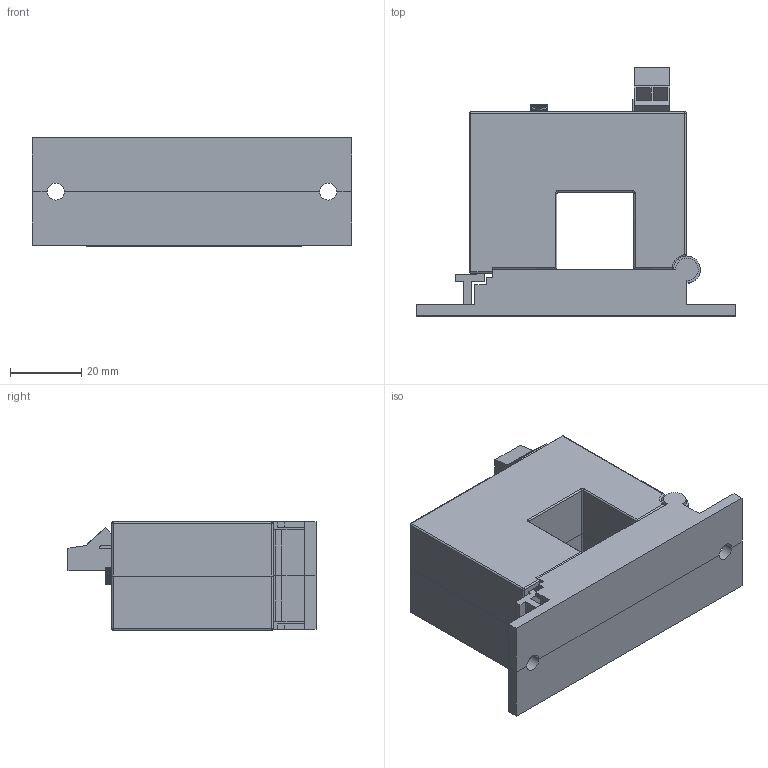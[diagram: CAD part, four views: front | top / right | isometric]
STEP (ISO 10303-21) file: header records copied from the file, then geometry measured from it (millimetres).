
FILE_DESCRIPTION (( 'STEP AP214' ), '1' );
FILE_NAME ('ACSL150-AE-S.STEP', '2019-07-31T19:09:45', ( '' ), ( '' ), 'SwSTEP 2.0', 'SolidWorks 2018', '' );
FILE_SCHEMA (( 'AUTOMOTIVE_DESIGN' ));
Length unit declared in the file: inch
Products named in the file (1): ACSL150-AE-S
Bounding box: 89.66 x 69.67 x 30.48 mm (x, y, z)
Volume: 94212.3 mm3; surface area: 34520.3 mm2
Topology: 8 solids, 8 shells, 475 faces, 1294 edges, 844 vertices
Faces by surface type: plane 323, cylinder 138, torus 8, sphere 6
Entity records: 21180 total; most frequent: CARTESIAN_POINT 2648, ORIENTED_EDGE 2576, DIRECTION 2514, EDGE_CURVE 1288, LINE 998, VECTOR 998, VERTEX_POINT 844, AXIS2_PLACEMENT_3D 758
